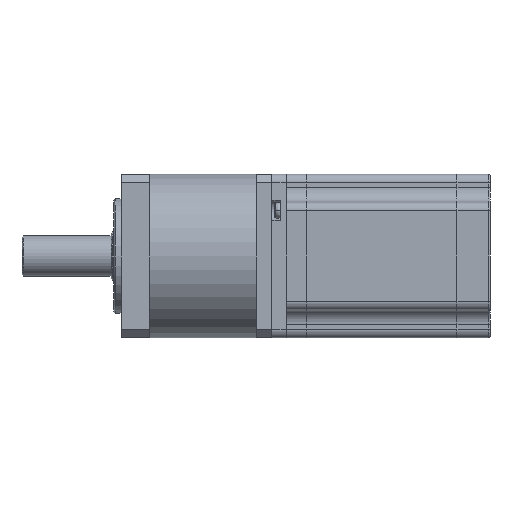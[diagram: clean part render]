
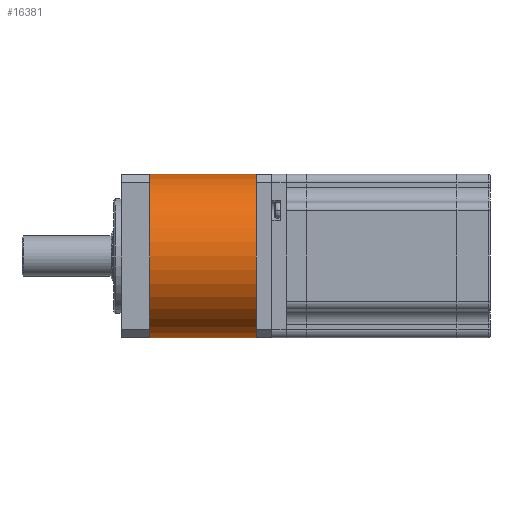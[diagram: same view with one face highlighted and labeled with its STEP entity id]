
A CAD part, left-side view. The second image highlights one B-rep face of the part: STEP entity #16381.
In plain terms, the highlighted cylindrical face has radius 28.5 mm (diameter 57 mm), a partial arc.
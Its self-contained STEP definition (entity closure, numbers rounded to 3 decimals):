
#47 = VECTOR ( 'NONE', #10110, 1000. ) ;
#823 = DIRECTION ( 'NONE',  ( -1., 0., 0. ) ) ;
#1052 = CARTESIAN_POINT ( 'NONE',  ( 28.5, 0., 0. ) ) ;
#1096 = ORIENTED_EDGE ( 'NONE', *, *, #8140, .F. ) ;
#1105 = EDGE_CURVE ( 'NONE', #8907, #17554, #13850, .T. ) ;
#1360 = AXIS2_PLACEMENT_3D ( 'NONE', #11573, #17367, #823 ) ;
#2930 = LINE ( 'NONE', #16943, #47 ) ;
#3767 = DIRECTION ( 'NONE',  ( 0., 0., 1. ) ) ;
#4026 = ORIENTED_EDGE ( 'NONE', *, *, #12380, .T. ) ;
#4431 = CARTESIAN_POINT ( 'NONE',  ( 28.5, 0., 37. ) ) ;
#4545 = VECTOR ( 'NONE', #5119, 1000. ) ;
#4716 = VERTEX_POINT ( 'NONE', #16264 ) ;
#5119 = DIRECTION ( 'NONE',  ( 0., 0., -1. ) ) ;
#5260 = CARTESIAN_POINT ( 'NONE',  ( 0., 0., 37. ) ) ;
#5620 = DIRECTION ( 'NONE',  ( 1., 0., 0. ) ) ;
#5867 = CYLINDRICAL_SURFACE ( 'NONE', #1360, 28.5 ) ;
#6054 = ORIENTED_EDGE ( 'NONE', *, *, #1105, .F. ) ;
#8140 = EDGE_CURVE ( 'NONE', #17554, #9657, #2930, .T. ) ;
#8176 = LINE ( 'NONE', #17915, #4545 ) ;
#8907 = VERTEX_POINT ( 'NONE', #12234 ) ;
#9657 = VERTEX_POINT ( 'NONE', #1052 ) ;
#10110 = DIRECTION ( 'NONE',  ( 0., 0., -1. ) ) ;
#10158 = EDGE_CURVE ( 'NONE', #8907, #4716, #8176, .T. ) ;
#11046 = DIRECTION ( 'NONE',  ( 1., 0., 0. ) ) ;
#11561 = AXIS2_PLACEMENT_3D ( 'NONE', #18327, #11600, #5620 ) ;
#11573 = CARTESIAN_POINT ( 'NONE',  ( 0., 0., 37. ) ) ;
#11600 = DIRECTION ( 'NONE',  ( 0., 0., 1. ) ) ;
#11864 = ORIENTED_EDGE ( 'NONE', *, *, #10158, .T. ) ;
#12234 = CARTESIAN_POINT ( 'NONE',  ( -28.5, 0., 37. ) ) ;
#12380 = EDGE_CURVE ( 'NONE', #4716, #9657, #14820, .T. ) ;
#12954 = AXIS2_PLACEMENT_3D ( 'NONE', #5260, #3767, #11046 ) ;
#13045 = FACE_OUTER_BOUND ( 'NONE', #17869, .T. ) ;
#13850 = CIRCLE ( 'NONE', #12954, 28.5 ) ;
#14820 = CIRCLE ( 'NONE', #11561, 28.5 ) ;
#16264 = CARTESIAN_POINT ( 'NONE',  ( -28.5, 0., 0. ) ) ;
#16381 = ADVANCED_FACE ( 'NONE', ( #13045 ), #5867, .T. ) ;
#16943 = CARTESIAN_POINT ( 'NONE',  ( 28.5, 0., 37. ) ) ;
#17367 = DIRECTION ( 'NONE',  ( 0., 0., -1. ) ) ;
#17554 = VERTEX_POINT ( 'NONE', #4431 ) ;
#17869 = EDGE_LOOP ( 'NONE', ( #1096, #6054, #11864, #4026 ) ) ;
#17915 = CARTESIAN_POINT ( 'NONE',  ( -28.5, 0., 37. ) ) ;
#18327 = CARTESIAN_POINT ( 'NONE',  ( 0., 0., 0. ) ) ;
